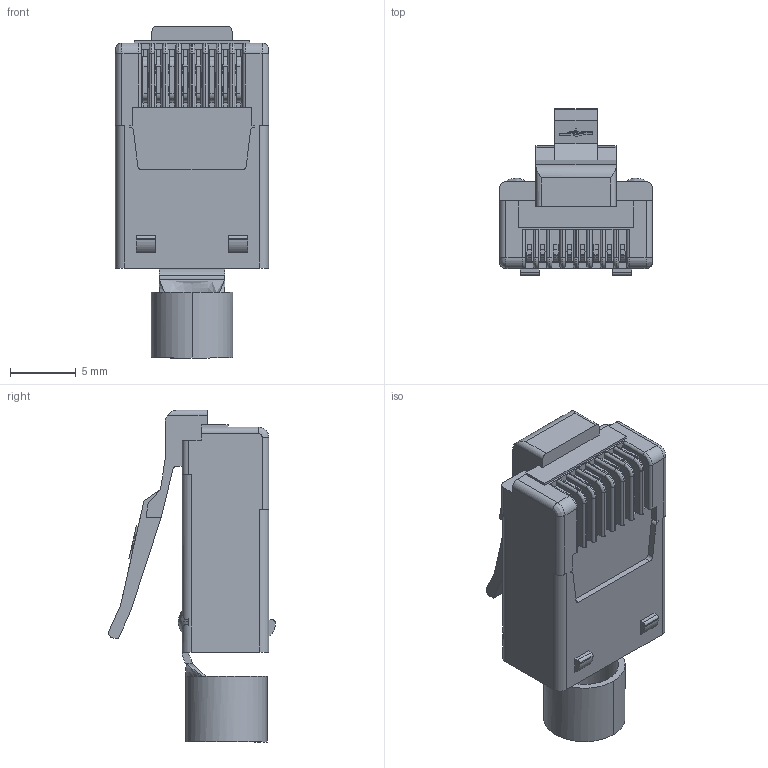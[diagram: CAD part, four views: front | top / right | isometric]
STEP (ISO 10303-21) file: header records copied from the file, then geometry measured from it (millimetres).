
FILE_DESCRIPTION (( 'STEP AP214' ), '1' );
FILE_NAME ('J00026A0165H50.STEP', '2010-04-29T08:44:24', ( 'ich' ), ( 'pp' ), 'SwSTEP 2.0', 'SolidWorks 2010', '' );
FILE_SCHEMA (( 'AUTOMOTIVE_DESIGN' ));
Length unit declared in the file: millimetre
Products named in the file (1): J00026A0165H50
Bounding box: 11.68 x 12.7 x 25.31 mm (x, y, z)
Volume: 1404.5 mm3; surface area: 1414.1 mm2
Topology: 1 solids, 3 shells, 528 faces, 1482 edges, 966 vertices
Faces by surface type: plane 389, cylinder 113, bspline 26
Entity records: 22827 total; most frequent: CARTESIAN_POINT 3678, ORIENTED_EDGE 2964, DIRECTION 2677, EDGE_CURVE 1482, VECTOR 1219, LINE 1219, VERTEX_POINT 966, AXIS2_PLACEMENT_3D 729
